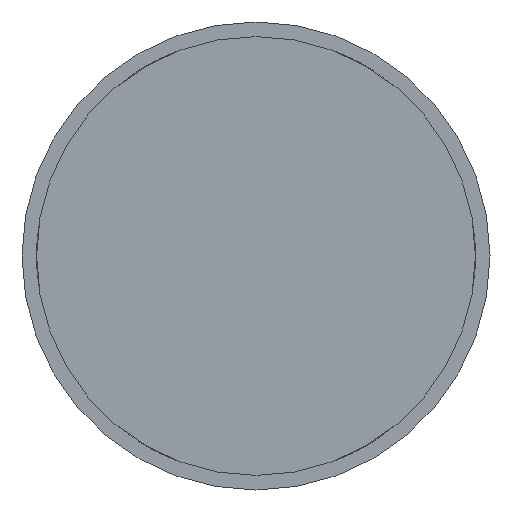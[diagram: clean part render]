
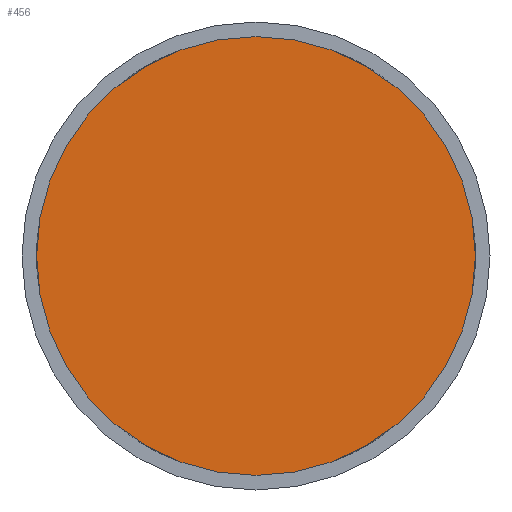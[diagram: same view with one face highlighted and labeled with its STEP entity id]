
A CAD part, left-side view. The second image highlights one B-rep face of the part: STEP entity #456.
In plain terms, the highlighted planar face has unit normal (-1, 0, 0).
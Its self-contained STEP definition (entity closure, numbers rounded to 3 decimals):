
#39 = VERTEX_POINT ( 'NONE', #572 ) ;
#107 = AXIS2_PLACEMENT_3D ( 'NONE', #1007, #447, #945 ) ;
#144 = DIRECTION ( 'NONE',  ( 1., 0., 0. ) ) ;
#164 = VERTEX_POINT ( 'NONE', #864 ) ;
#229 = DIRECTION ( 'NONE',  ( 1., 0., 0. ) ) ;
#297 = CARTESIAN_POINT ( 'NONE',  ( 0., 0., 0. ) ) ;
#447 = DIRECTION ( 'NONE',  ( 1., 0., 0. ) ) ;
#456 = ADVANCED_FACE ( 'NONE', ( #640 ), #472, .F. ) ;
#472 = PLANE ( 'NONE',  #862 ) ;
#536 = AXIS2_PLACEMENT_3D ( 'NONE', #297, #144, #1013 ) ;
#556 = CIRCLE ( 'NONE', #107, 37.5 ) ;
#572 = CARTESIAN_POINT ( 'NONE',  ( 0., 0., 37.5 ) ) ;
#617 = EDGE_CURVE ( 'NONE', #39, #164, #727, .T. ) ;
#629 = DIRECTION ( 'NONE',  ( 0., 0., -1. ) ) ;
#640 = FACE_OUTER_BOUND ( 'NONE', #996, .T. ) ;
#691 = ORIENTED_EDGE ( 'NONE', *, *, #753, .F. ) ;
#727 = CIRCLE ( 'NONE', #536, 37.5 ) ;
#753 = EDGE_CURVE ( 'NONE', #164, #39, #556, .T. ) ;
#819 = ORIENTED_EDGE ( 'NONE', *, *, #617, .F. ) ;
#862 = AXIS2_PLACEMENT_3D ( 'NONE', #863, #229, #629 ) ;
#863 = CARTESIAN_POINT ( 'NONE',  ( 0., 0., 0. ) ) ;
#864 = CARTESIAN_POINT ( 'NONE',  ( 0., 0., -37.5 ) ) ;
#945 = DIRECTION ( 'NONE',  ( 0., 0., -1. ) ) ;
#996 = EDGE_LOOP ( 'NONE', ( #819, #691 ) ) ;
#1007 = CARTESIAN_POINT ( 'NONE',  ( 0., 0., 0. ) ) ;
#1013 = DIRECTION ( 'NONE',  ( 0., 0., -1. ) ) ;
